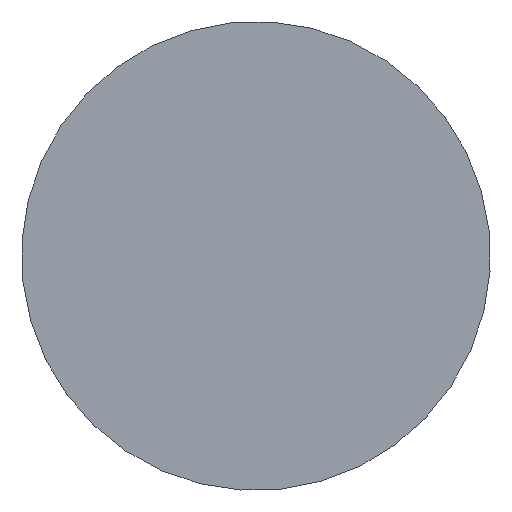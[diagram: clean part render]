
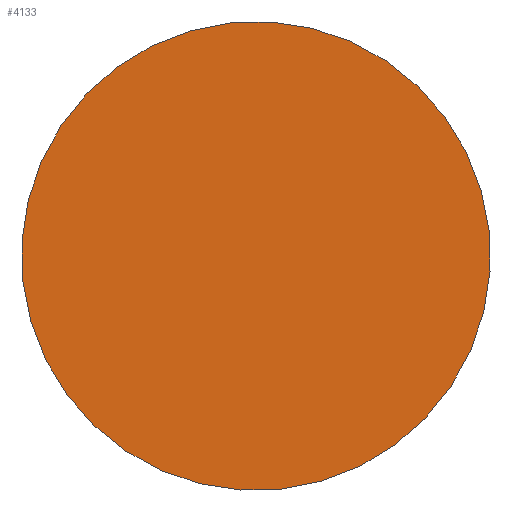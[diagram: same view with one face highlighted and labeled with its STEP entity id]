
A CAD part, front view. The second image highlights one B-rep face of the part: STEP entity #4133.
In plain terms, the highlighted face is planar.
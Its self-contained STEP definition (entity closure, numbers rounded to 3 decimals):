
#210=PLANE('',#4478);
#1398=FACE_OUTER_BOUND('',#1646,.T.);
#1646=EDGE_LOOP('',(#3409));
#1880=CIRCLE('',#4479,12.375);
#2078=VERTEX_POINT('',#6510);
#2547=EDGE_CURVE('',#2078,#2078,#1880,.T.);
#3409=ORIENTED_EDGE('',*,*,#2547,.F.);
#4133=ADVANCED_FACE('',(#1398),#210,.T.);
#4478=AXIS2_PLACEMENT_3D('',#6509,#5231,#5232);
#4479=AXIS2_PLACEMENT_3D('',#6511,#5233,#5234);
#5231=DIRECTION('center_axis',(0.,1.,0.));
#5232=DIRECTION('ref_axis',(0.,0.,1.));
#5233=DIRECTION('center_axis',(0.,-1.,0.));
#5234=DIRECTION('ref_axis',(1.,0.,0.));
#6509=CARTESIAN_POINT('Origin',(8.557,2.909,0.));
#6510=CARTESIAN_POINT('',(8.557,2.909,0.));
#6511=CARTESIAN_POINT('Origin',(-3.818,2.909,0.));
